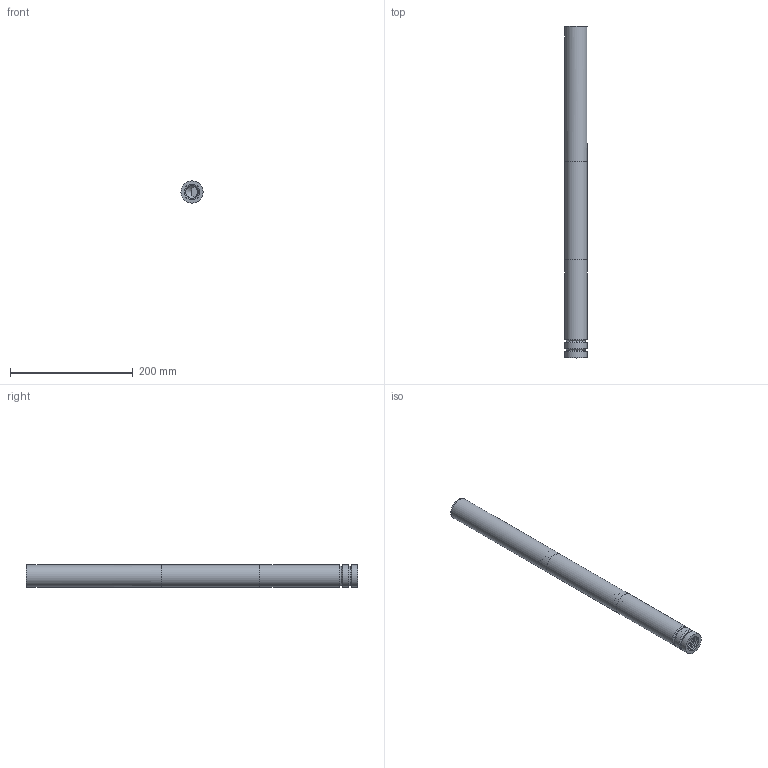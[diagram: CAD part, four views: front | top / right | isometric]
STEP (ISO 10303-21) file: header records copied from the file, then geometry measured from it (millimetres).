
FILE_DESCRIPTION(/* description */ (''),/* implementation_level */ '2;1');
FILE_NAME(/* name */ 'thin-blade.step',/* time_stamp */ '2019-04-22T14:50:54-04:00',/* author */ ('Adafruit'),/* organization */ (''),/* preprocessor_version */ 'ST-DEVELOPER v18',/* originating_system */ 'Autodesk Translation Framework v8.2.0.1029',/* authorisation */ '');
FILE_SCHEMA (('AUTOMOTIVE_DESIGN { 1 0 10303 214 3 1 1 }'));
Length unit declared in the file: millimetre
Products named in the file (4): Thinner Keyblade; pipe; pipe extesion; pipe blade
Assembly tree (3 placements, depth 2):
  Thinner Keyblade
    pipe
    pipe extesion
    pipe blade
Bounding box: 36 x 541.5 x 36 mm (x, y, z)
Volume: 229685.9 mm3; surface area: 123088.4 mm2
Topology: 4 solids, 4 shells, 104 faces, 281 edges, 189 vertices
Faces by surface type: plane 46, cylinder 34, cone 14, bspline 10
Full cylindrical faces by diameter (mm): 24 x2, 25.6 x4, 27 x8, 29 x1, 32 x2, 33 x10, 36 x6
Entity records: 6924 total; most frequent: CARTESIAN_POINT 4357, ORIENTED_EDGE 562, DIRECTION 435, EDGE_CURVE 281, VERTEX_POINT 189, AXIS2_PLACEMENT_3D 154, LINE 127, VECTOR 127
